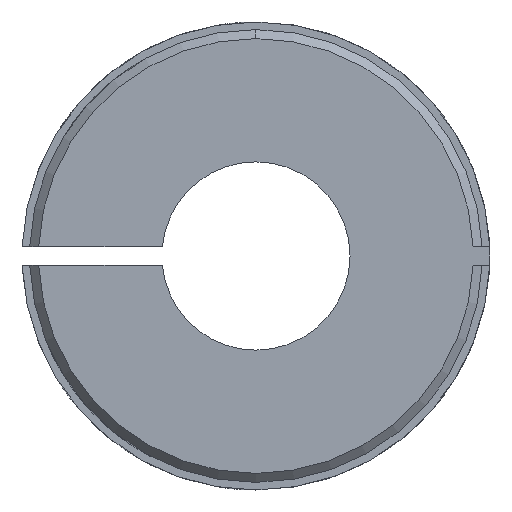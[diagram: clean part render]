
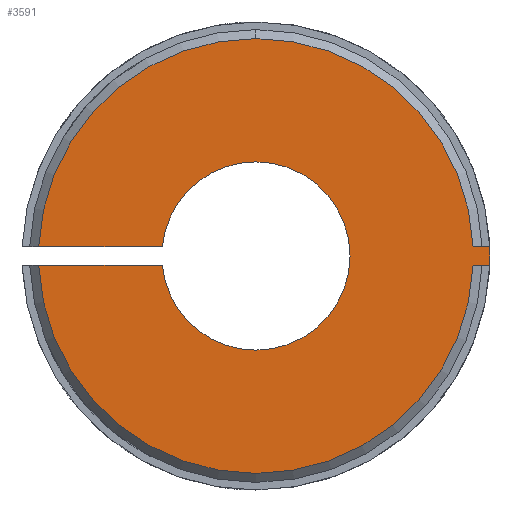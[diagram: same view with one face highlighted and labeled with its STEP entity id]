
A CAD part, front view. The second image highlights one B-rep face of the part: STEP entity #3591.
In plain terms, the highlighted planar face has unit normal (0, -1, 0).
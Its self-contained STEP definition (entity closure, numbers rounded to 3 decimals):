
#53 = LINE ( 'NONE', #1807, #3277 ) ;
#82 = LINE ( 'NONE', #2210, #2403 ) ;
#101 = CARTESIAN_POINT ( 'NONE',  ( 18.461, 0., -0.8 ) ) ;
#214 = DIRECTION ( 'NONE',  ( 0., 1., 0. ) ) ;
#256 = DIRECTION ( 'NONE',  ( 0., 0., 1. ) ) ;
#278 = VERTEX_POINT ( 'NONE', #1067 ) ;
#356 = VERTEX_POINT ( 'NONE', #101 ) ;
#387 = VERTEX_POINT ( 'NONE', #2769 ) ;
#463 = VERTEX_POINT ( 'NONE', #2390 ) ;
#465 = EDGE_CURVE ( 'NONE', #463, #1878, #2697, .T. ) ;
#482 = DIRECTION ( 'NONE',  ( 0., 0., 1. ) ) ;
#484 = DIRECTION ( 'NONE',  ( -1., 0., 0. ) ) ;
#579 = CARTESIAN_POINT ( 'NONE',  ( -18.461, 0., -0.8 ) ) ;
#623 = EDGE_LOOP ( 'NONE', ( #3395, #3769, #632, #3673, #3751, #654, #1943, #2938, #2741, #1487, #3430 ) ) ;
#632 = ORIENTED_EDGE ( 'NONE', *, *, #2758, .F. ) ;
#641 = VERTEX_POINT ( 'NONE', #2904 ) ;
#654 = ORIENTED_EDGE ( 'NONE', *, *, #3704, .T. ) ;
#681 = CARTESIAN_POINT ( 'NONE',  ( -18.461, 0., 0.8 ) ) ;
#747 = CARTESIAN_POINT ( 'NONE',  ( 0., 0., 0. ) ) ;
#876 = CARTESIAN_POINT ( 'NONE',  ( -7.96, 0., -0.8 ) ) ;
#896 = AXIS2_PLACEMENT_3D ( 'NONE', #1568, #3718, #1871 ) ;
#921 = FACE_OUTER_BOUND ( 'NONE', #623, .T. ) ;
#955 = AXIS2_PLACEMENT_3D ( 'NONE', #1659, #2280, #482 ) ;
#1035 = DIRECTION ( 'NONE',  ( 0., 0., 1. ) ) ;
#1046 = DIRECTION ( 'NONE',  ( 0., 0., 1. ) ) ;
#1067 = CARTESIAN_POINT ( 'NONE',  ( 0., 0., 8. ) ) ;
#1170 = VERTEX_POINT ( 'NONE', #2718 ) ;
#1175 = VERTEX_POINT ( 'NONE', #579 ) ;
#1250 = EDGE_CURVE ( 'NONE', #2570, #1170, #53, .T. ) ;
#1256 = DIRECTION ( 'NONE',  ( 1., 0., 0. ) ) ;
#1281 = CIRCLE ( 'NONE', #2901, 8. ) ;
#1353 = EDGE_CURVE ( 'NONE', #1170, #641, #2158, .T. ) ;
#1362 = AXIS2_PLACEMENT_3D ( 'NONE', #2003, #214, #2325 ) ;
#1487 = ORIENTED_EDGE ( 'NONE', *, *, #1854, .T. ) ;
#1537 = CARTESIAN_POINT ( 'NONE',  ( -19.872, 0., 0.8 ) ) ;
#1568 = CARTESIAN_POINT ( 'NONE',  ( 0., 0., 0. ) ) ;
#1578 = CARTESIAN_POINT ( 'NONE',  ( 0., 0., 0. ) ) ;
#1659 = CARTESIAN_POINT ( 'NONE',  ( 0., 0., 0. ) ) ;
#1662 = CIRCLE ( 'NONE', #2992, 18.478 ) ;
#1768 = AXIS2_PLACEMENT_3D ( 'NONE', #3895, #2044, #256 ) ;
#1781 = EDGE_CURVE ( 'NONE', #1878, #387, #2939, .T. ) ;
#1807 = CARTESIAN_POINT ( 'NONE',  ( 19.224, 0., 0.8 ) ) ;
#1854 = EDGE_CURVE ( 'NONE', #278, #3381, #3653, .T. ) ;
#1871 = DIRECTION ( 'NONE',  ( 0., 0., 1. ) ) ;
#1878 = VERTEX_POINT ( 'NONE', #681 ) ;
#1892 = DIRECTION ( 'NONE',  ( 0., 0., 1. ) ) ;
#1943 = ORIENTED_EDGE ( 'NONE', *, *, #465, .T. ) ;
#2003 = CARTESIAN_POINT ( 'NONE',  ( 0., 0., 0. ) ) ;
#2044 = DIRECTION ( 'NONE',  ( 0., -1., 0. ) ) ;
#2102 = AXIS2_PLACEMENT_3D ( 'NONE', #2977, #2997, #3004 ) ;
#2108 = VECTOR ( 'NONE', #1256, 1000. ) ;
#2124 = DIRECTION ( 'NONE',  ( 1., 0., 0. ) ) ;
#2158 = CIRCLE ( 'NONE', #2981, 19.888 ) ;
#2210 = CARTESIAN_POINT ( 'NONE',  ( 19.872, 0., -0.8 ) ) ;
#2249 = CIRCLE ( 'NONE', #1768, 18.478 ) ;
#2280 = DIRECTION ( 'NONE',  ( 0., 1., 0. ) ) ;
#2285 = CARTESIAN_POINT ( 'NONE',  ( -7.96, 0., -0.8 ) ) ;
#2318 = CARTESIAN_POINT ( 'NONE',  ( 0., 0., 0. ) ) ;
#2325 = DIRECTION ( 'NONE',  ( 0., 0., 1. ) ) ;
#2365 = DIRECTION ( 'NONE',  ( 0., 1., 0. ) ) ;
#2390 = CARTESIAN_POINT ( 'NONE',  ( 0., 0., 18.478 ) ) ;
#2403 = VECTOR ( 'NONE', #3436, 1000. ) ;
#2423 = CARTESIAN_POINT ( 'NONE',  ( 18.461, 0., 0.8 ) ) ;
#2447 = CIRCLE ( 'NONE', #1362, 8. ) ;
#2521 = VERTEX_POINT ( 'NONE', #876 ) ;
#2570 = VERTEX_POINT ( 'NONE', #2423 ) ;
#2573 = VECTOR ( 'NONE', #484, 1000. ) ;
#2697 = CIRCLE ( 'NONE', #2102, 18.478 ) ;
#2718 = CARTESIAN_POINT ( 'NONE',  ( 19.872, 0., 0.8 ) ) ;
#2736 = EDGE_CURVE ( 'NONE', #1175, #356, #1662, .T. ) ;
#2741 = ORIENTED_EDGE ( 'NONE', *, *, #3637, .T. ) ;
#2758 = EDGE_CURVE ( 'NONE', #641, #356, #82, .T. ) ;
#2769 = CARTESIAN_POINT ( 'NONE',  ( -7.96, 0., 0.8 ) ) ;
#2875 = DIRECTION ( 'NONE',  ( 0., 1., 0. ) ) ;
#2885 = PLANE ( 'NONE',  #955 ) ;
#2901 = AXIS2_PLACEMENT_3D ( 'NONE', #747, #2875, #1046 ) ;
#2904 = CARTESIAN_POINT ( 'NONE',  ( 19.872, 0., -0.8 ) ) ;
#2931 = EDGE_CURVE ( 'NONE', #3381, #2521, #1281, .T. ) ;
#2938 = ORIENTED_EDGE ( 'NONE', *, *, #1781, .T. ) ;
#2939 = LINE ( 'NONE', #1537, #2108 ) ;
#2977 = CARTESIAN_POINT ( 'NONE',  ( 0., 0., 0. ) ) ;
#2981 = AXIS2_PLACEMENT_3D ( 'NONE', #2318, #2365, #1035 ) ;
#2992 = AXIS2_PLACEMENT_3D ( 'NONE', #1578, #3738, #1892 ) ;
#2997 = DIRECTION ( 'NONE',  ( 0., -1., 0. ) ) ;
#3004 = DIRECTION ( 'NONE',  ( 0., 0., 1. ) ) ;
#3277 = VECTOR ( 'NONE', #2124, 1000. ) ;
#3381 = VERTEX_POINT ( 'NONE', #3804 ) ;
#3384 = LINE ( 'NONE', #2285, #2573 ) ;
#3395 = ORIENTED_EDGE ( 'NONE', *, *, #3416, .T. ) ;
#3416 = EDGE_CURVE ( 'NONE', #2521, #1175, #3384, .T. ) ;
#3430 = ORIENTED_EDGE ( 'NONE', *, *, #2931, .T. ) ;
#3436 = DIRECTION ( 'NONE',  ( -1., 0., 0. ) ) ;
#3591 = ADVANCED_FACE ( 'NONE', ( #921 ), #2885, .F. ) ;
#3637 = EDGE_CURVE ( 'NONE', #387, #278, #2447, .T. ) ;
#3653 = CIRCLE ( 'NONE', #896, 8. ) ;
#3673 = ORIENTED_EDGE ( 'NONE', *, *, #1353, .F. ) ;
#3704 = EDGE_CURVE ( 'NONE', #2570, #463, #2249, .T. ) ;
#3718 = DIRECTION ( 'NONE',  ( 0., 1., 0. ) ) ;
#3738 = DIRECTION ( 'NONE',  ( 0., -1., 0. ) ) ;
#3751 = ORIENTED_EDGE ( 'NONE', *, *, #1250, .F. ) ;
#3769 = ORIENTED_EDGE ( 'NONE', *, *, #2736, .T. ) ;
#3804 = CARTESIAN_POINT ( 'NONE',  ( 0., 0., -8. ) ) ;
#3895 = CARTESIAN_POINT ( 'NONE',  ( 0., 0., 0. ) ) ;
